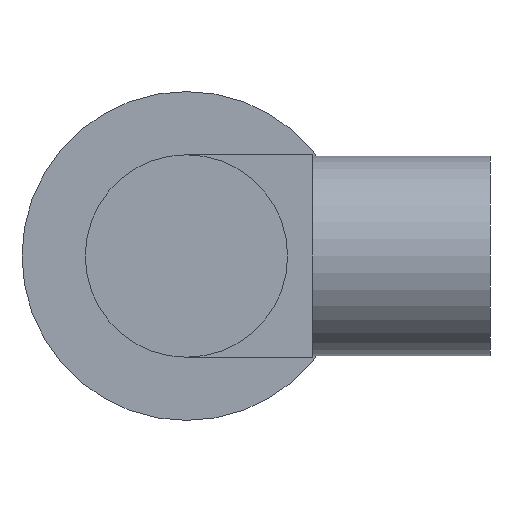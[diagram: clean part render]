
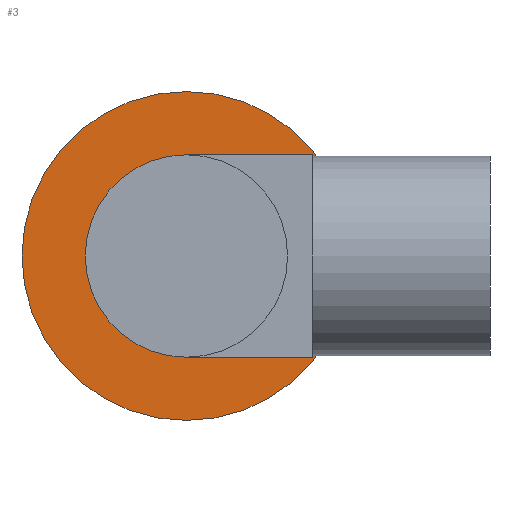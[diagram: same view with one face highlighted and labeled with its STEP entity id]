
A CAD part, left-side view. The second image highlights one B-rep face of the part: STEP entity #3.
In plain terms, the highlighted planar face has unit normal (-1, 0, 0).
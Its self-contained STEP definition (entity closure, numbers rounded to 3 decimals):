
#3 = ADVANCED_FACE ( 'NONE', ( #51, #261 ), #574, .F. ) ;
#11 = CARTESIAN_POINT ( 'NONE',  ( 83.7, 8., 0. ) ) ;
#16 = CIRCLE ( 'NONE', #579, 8. ) ;
#17 = ORIENTED_EDGE ( 'NONE', *, *, #213, .T. ) ;
#25 = CIRCLE ( 'NONE', #257, 13. ) ;
#35 = ORIENTED_EDGE ( 'NONE', *, *, #367, .F. ) ;
#36 = EDGE_LOOP ( 'NONE', ( #510, #17 ) ) ;
#51 = FACE_BOUND ( 'NONE', #427, .T. ) ;
#73 = CARTESIAN_POINT ( 'NONE',  ( 83.7, 0., 8. ) ) ;
#104 = CIRCLE ( 'NONE', #202, 8. ) ;
#113 = DIRECTION ( 'NONE',  ( 1., 0., 0. ) ) ;
#139 = CARTESIAN_POINT ( 'NONE',  ( 83.7, 0., 0. ) ) ;
#154 = CARTESIAN_POINT ( 'NONE',  ( 83.7, 0., 0. ) ) ;
#178 = DIRECTION ( 'NONE',  ( 0., 0., 1. ) ) ;
#202 = AXIS2_PLACEMENT_3D ( 'NONE', #611, #392, #560 ) ;
#208 = DIRECTION ( 'NONE',  ( -1., 0., 0. ) ) ;
#213 = EDGE_CURVE ( 'NONE', #288, #362, #25, .T. ) ;
#245 = ORIENTED_EDGE ( 'NONE', *, *, #323, .F. ) ;
#257 = AXIS2_PLACEMENT_3D ( 'NONE', #154, #208, #178 ) ;
#261 = FACE_OUTER_BOUND ( 'NONE', #36, .T. ) ;
#273 = CARTESIAN_POINT ( 'NONE',  ( 83.7, 0., -13. ) ) ;
#276 = DIRECTION ( 'NONE',  ( -1., 0., 0. ) ) ;
#285 = EDGE_CURVE ( 'NONE', #362, #288, #478, .T. ) ;
#288 = VERTEX_POINT ( 'NONE', #273 ) ;
#323 = EDGE_CURVE ( 'NONE', #645, #642, #104, .T. ) ;
#347 = CARTESIAN_POINT ( 'NONE',  ( 83.7, 0., 13. ) ) ;
#362 = VERTEX_POINT ( 'NONE', #347 ) ;
#367 = EDGE_CURVE ( 'NONE', #642, #645, #16, .T. ) ;
#377 = CARTESIAN_POINT ( 'NONE',  ( 83.7, 0., -8. ) ) ;
#392 = DIRECTION ( 'NONE',  ( -1., 0., 0. ) ) ;
#404 = CARTESIAN_POINT ( 'NONE',  ( 83.7, 0., 0. ) ) ;
#414 = DIRECTION ( 'NONE',  ( 0., 0., -1. ) ) ;
#427 = EDGE_LOOP ( 'NONE', ( #245, #35 ) ) ;
#478 = CIRCLE ( 'NONE', #540, 13. ) ;
#499 = DIRECTION ( 'NONE',  ( -1., 0., 0. ) ) ;
#510 = ORIENTED_EDGE ( 'NONE', *, *, #285, .T. ) ;
#537 = DIRECTION ( 'NONE',  ( 0., 0., 1. ) ) ;
#540 = AXIS2_PLACEMENT_3D ( 'NONE', #139, #276, #537 ) ;
#560 = DIRECTION ( 'NONE',  ( 0., 0., 1. ) ) ;
#563 = DIRECTION ( 'NONE',  ( 0., 0., 1. ) ) ;
#574 = PLANE ( 'NONE',  #577 ) ;
#577 = AXIS2_PLACEMENT_3D ( 'NONE', #11, #113, #414 ) ;
#579 = AXIS2_PLACEMENT_3D ( 'NONE', #404, #499, #563 ) ;
#611 = CARTESIAN_POINT ( 'NONE',  ( 83.7, 0., 0. ) ) ;
#642 = VERTEX_POINT ( 'NONE', #377 ) ;
#645 = VERTEX_POINT ( 'NONE', #73 ) ;
